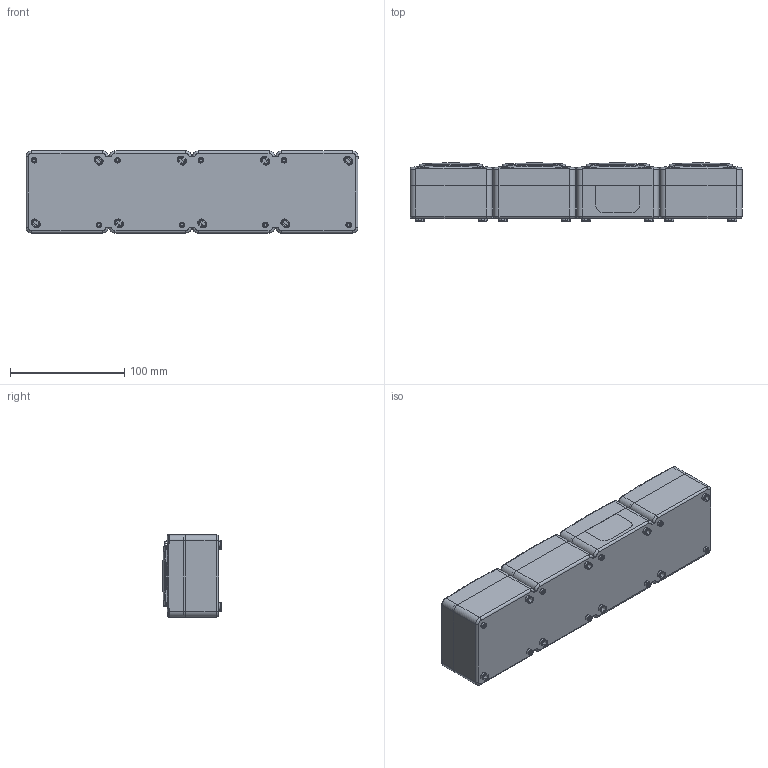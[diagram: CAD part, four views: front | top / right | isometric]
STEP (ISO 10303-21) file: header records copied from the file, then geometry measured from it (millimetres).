
FILE_DESCRIPTION (( 'STEP AP203' ), '1' );
FILE_NAME ('ERMP42-K03-16-54-EC ÐÑá24-3-ÃÏÁä ðîç 4ì ñ ç_ê î_ó IP54 (äûì÷àòûé) ÃÅÐÌÅÑ PLUS.STEP', '2016-11-24T12:25:50', ( '' ), ( '' ), 'SwSTEP 2.0', 'SolidWorks 2014', '' );
FILE_SCHEMA (( 'CONFIG_CONTROL_DESIGN' ));
Length unit declared in the file: millimetre
Products named in the file (2): ERMP42-K03-16-54-EC ÐÑá24-3-ÃÏÁä ðîç 4ì ñ ç_ê î_ó  IP54 (äûì÷àòûé) ÃÅÐÌÅÑ PLUS
Bounding box: 291 x 51.6 x 72 mm (x, y, z)
Volume: 237280.8 mm3; surface area: 278358.4 mm2
Topology: 11 solids, 11 shells, 1756 faces, 4590 edges, 2900 vertices
Faces by surface type: plane 768, cylinder 610, torus 202, bspline 116, sphere 60
Entity records: 61093 total; most frequent: CARTESIAN_POINT 17720, DIRECTION 9138, ORIENTED_EDGE 9124, EDGE_CURVE 4562, AXIS2_PLACEMENT_3D 3374, VERTEX_POINT 2900, LINE 2390, VECTOR 2390
